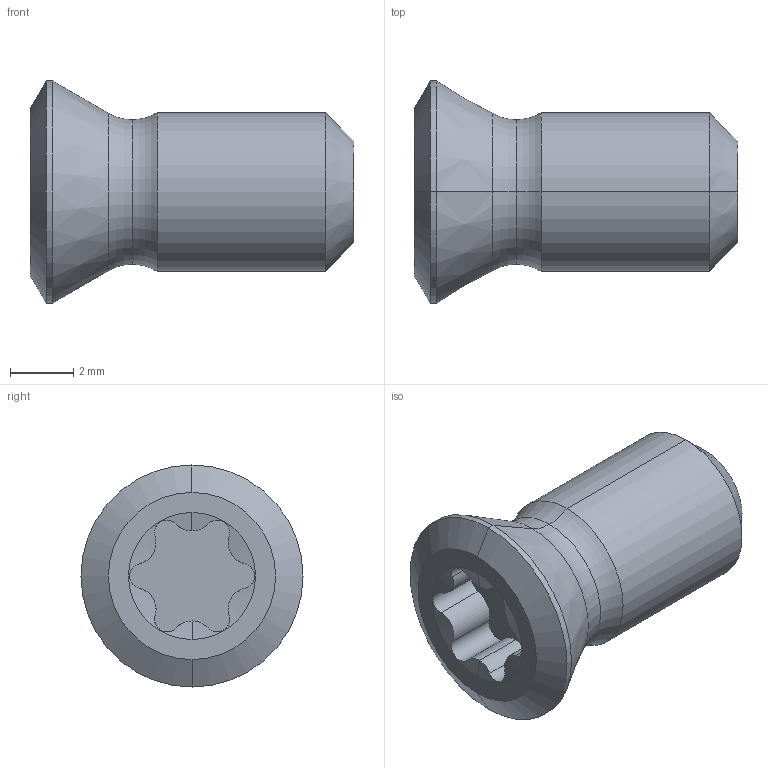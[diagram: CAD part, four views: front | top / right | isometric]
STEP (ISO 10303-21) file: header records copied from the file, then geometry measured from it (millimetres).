
FILE_DESCRIPTION (( 'STEP AP214' ), '1' );
FILE_NAME ('WCC.ER2.001.010.STEP', '2021-03-31T05:19:51', ( '' ), ( '' ), 'SwSTEP 2.0', 'SolidWorks 2017', '' );
FILE_SCHEMA (( 'AUTOMOTIVE_DESIGN' ));
Length unit declared in the file: millimetre
Products named in the file (1): WCC.ER2.001.010
Bounding box: 10.2 x 7 x 7 mm (x, y, z)
Volume: 200.1 mm3; surface area: 236.9 mm2
Topology: 1 solids, 1 shells, 34 faces, 81 edges, 50 vertices
Faces by surface type: cylinder 19, cone 8, torus 4, plane 3
Entity records: 1119 total; most frequent: CARTESIAN_POINT 277, DIRECTION 171, ORIENTED_EDGE 162, EDGE_CURVE 81, AXIS2_PLACEMENT_3D 72, VERTEX_POINT 50, CIRCLE 37, EDGE_LOOP 35
